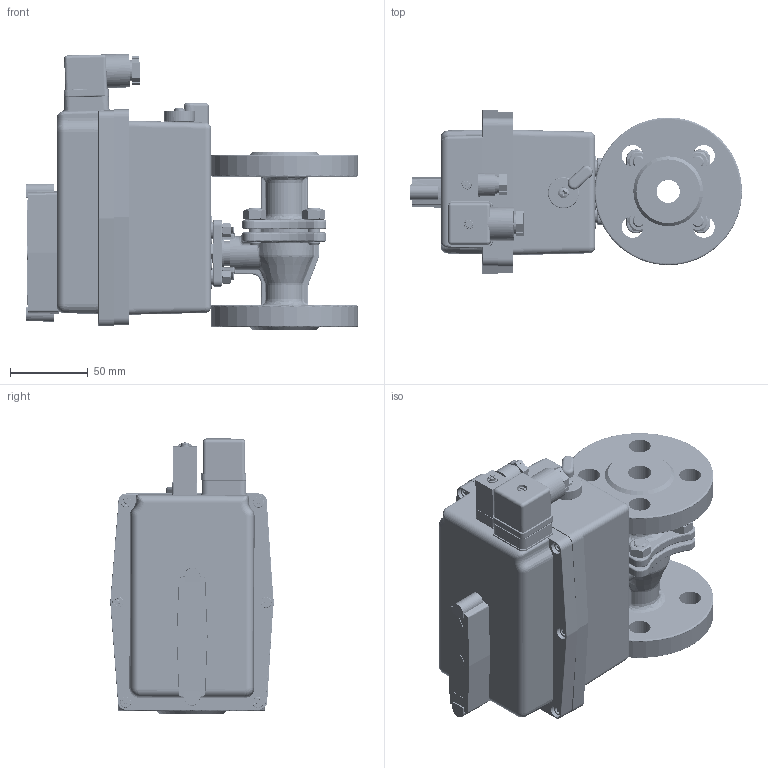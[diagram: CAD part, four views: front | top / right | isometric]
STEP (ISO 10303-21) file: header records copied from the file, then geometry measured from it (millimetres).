
FILE_DESCRIPTION (( 'STEP AP203' ), '1' );
FILE_NAME ('EK05_DN15.STEP', '2022-11-10T13:34:23', ( '' ), ( '' ), 'SwSTEP 2.0', 'SolidWorks 2021', '' );
FILE_SCHEMA (( 'CONFIG_CONTROL_DESIGN' ));
Length unit declared in the file: millimetre
Products named in the file (50): conical spring washer 1_din_DIN 6796-5; PASADOR DIN6325 4X24; ARANDELA D7,5XD11; CLAVIJA GRAND; TUERCA DIN934 M4 A-4 INOX; JUNTA D6,5X13X5; JUNTA CUADRADA 40; TORICA 7.65X1.78; INSERT M3; socket set screw flat point_din_DIN 913 - M5 x 25-S; CUERPO PEQUEÑO; TORNILLO M3X25; ~DESEMBRAGUE EXT 020; ENCHUFE GRANDE; AP01LH1004; CLAVIJA PETITA; CUERPO~2; TORNILLO DIN7505B 4X16 TIRAFONDOS; JUNTA TORICA 120.32X2.62; EK05_DN15; ENCHUFE PEQUEÑO; TAP TAPA; BARRA INDICADORA AMARILLA; MANETA 2 VIAS; CONECTOR GRAN JUNT; CONECTOR PETIT JUNT; AP01LH1004_innere Teil; AP01LH1004_Baugruppe; TORICA CLAVIJA PETITA; AN01_LH10; CARTER 20; CUERPO PEQUEÑO_2; ANILLO TORICO 9.25X1.78; BARRA INDICADORA NEGRA; TORICA  CARTER EIX SORTIDA; JUNTA D6XD11X4; TORICA CLAVIJA GRAND; FK06_DN15; TORNILLO DIN912 M4X12 A-2 INOX; JUNTA 15X15X1 ...
Assembly tree (74 placements, depth 5):
  EK05_DN15
    FK06_DN15
    AP01LH1004_Baugruppe
      AP01LH1004
      AP01LH1004_innere Teil
    AN01_LH10
      CARTER 20
      SORTIDA
      TORICA  CARTER EIX SORTIDA
      JUNTA TORICA 120.32X2.62
      TAPA 37
      TORICA 7.65X1.78
      TAP TAPA
      TUERCA DIN934 M4 A-4 INOX  x6
      TORNILLO DIN912 M4X12 A-2 INOX  x6
      PASADOR DIN6325 4X24
      INSERT M3  x4
      TORICA CLAVIJA GRAND
      TORICA CLAVIJA PETITA
      CONECTOR GRAN JUNT
        RÁCORD D10,5
        ARANDELA D10XD13
        JUNTA D6,5X13X5
        JUNTA CUADRADA 40
        ENCHUFE GRANDE
        TORNILLO M3X29
        CUERPO~2
      CONECTOR PETIT JUNT
        RÁCORD D7,5
        ARANDELA D7,5XD11
        JUNTA D6XD11X4
        JUNTA 15X15X1
        TORNILLO M3X25
        CUERPO PEQUEÑO
          CUERPO PEQUEÑO
          CUERPO PEQUEÑO_2
        ENCHUFE PEQUEÑO
      CLAVIJA GRAND
      CLAVIJA PETITA
      ANILLO TORICO 9.25X1.78
      ~DESEMBRAGUE EXT 020
      TORNILLO CL 82Z 3.6X30  x4
      ~PASADOR DIN6325 4X24
      MANETA 2 VIAS
      BARRA INDICADORA AMARILLA
      BARRA INDICADORA NEGRA
      TORNILLO DIN7505B 4X16 TIRAFONDOS
    conical spring washer 1_din_DIN 6796-5  x4
    socket set screw flat point_din_DIN 913 - M5 x 25-S  x4
    hex nut gradec_din_Hexagon Nut ISO 4034 - M5 - S  x4
Bounding box: 213.87 x 105.32 x 178.06 mm (x, y, z)
Volume: 633354.4 mm3; surface area: 297577.2 mm2
Topology: 69 solids, 74 shells, 6063 faces, 14779 edges, 8977 vertices
Faces by surface type: cone 1986, cylinder 1941, plane 1341, torus 497, bspline 189, sphere 109
Entity records: 136367 total; most frequent: CARTESIAN_POINT 44401, DIRECTION 18407, ORIENTED_EDGE 18010, EDGE_CURVE 9005, AXIS2_PLACEMENT_3D 7118, VERTEX_POINT 5656, VECTOR 4171, LINE 4171
